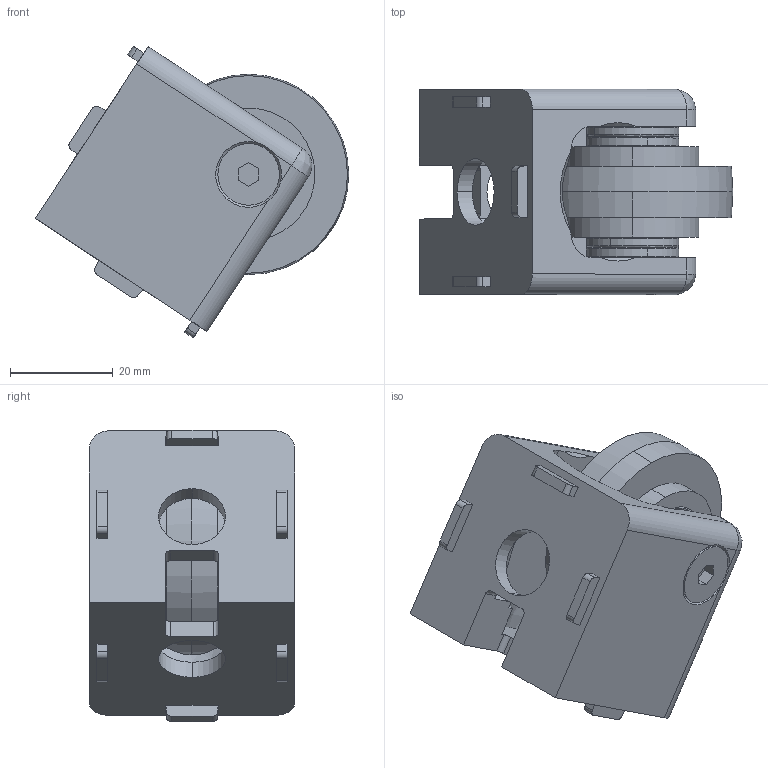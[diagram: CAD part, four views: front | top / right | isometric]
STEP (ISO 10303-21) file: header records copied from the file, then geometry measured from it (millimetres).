
FILE_DESCRIPTION (( 'STEP AP214' ), '1' );
FILE_NAME ('6221820', '2019-02-01T14:38:20', ( '' ), ('JUGARD+KÜNSTNER GmbH'), 'SwSTEP 2.0', 'SolidWorks 2017', '' );
FILE_SCHEMA (( 'AUTOMOTIVE_DESIGN' ));
Length unit declared in the file: millimetre
Products named in the file (5): Kopie von Achse^6221820; 6221820_CNAJF00; Kopie von Rolle^6221820; Kopie von Revolve1^6221820; Kopie von ST-F_X2_00FC_X0_hrungssatz-10 40_40^6221820
Assembly tree (7 placements, depth 2):
  6221820_CNAJF00
    Kopie von ST-F_X2_00FC_X0_hrungssatz-10 40_40^6221820
    Kopie von Rolle^6221820
    Kopie von Achse^6221820
    Kopie von Revolve1^6221820  x4
Bounding box: 61.06 x 40 x 56.79 mm (x, y, z)
Volume: 50208.2 mm3; surface area: 20628.5 mm2
Topology: 7 solids, 8 shells, 196 faces, 483 edges, 311 vertices
Faces by surface type: plane 78, cylinder 68, bspline 29, cone 21
Entity records: 6068 total; most frequent: CARTESIAN_POINT 1745, DIRECTION 871, ORIENTED_EDGE 842, EDGE_CURVE 421, AXIS2_PLACEMENT_3D 329, VERTEX_POINT 275, LINE 213, VECTOR 213
